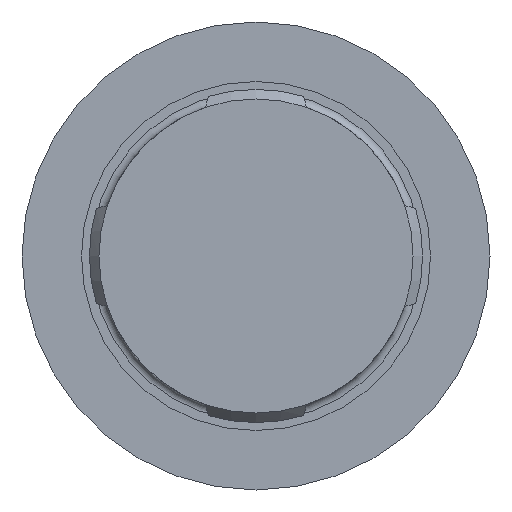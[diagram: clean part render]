
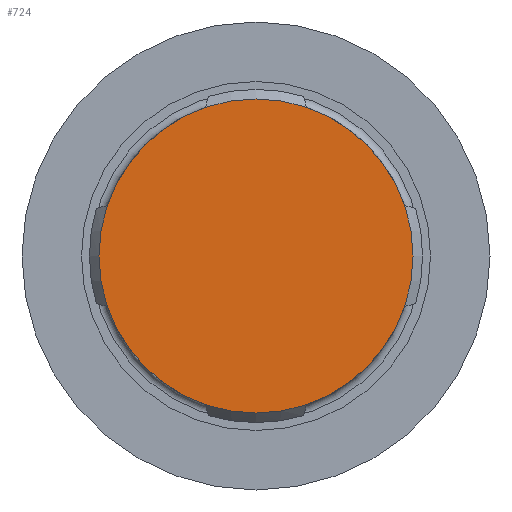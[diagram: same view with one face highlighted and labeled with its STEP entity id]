
A CAD part, front view. The second image highlights one B-rep face of the part: STEP entity #724.
In plain terms, the highlighted face is planar.
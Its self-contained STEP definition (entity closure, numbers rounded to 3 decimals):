
#62=CIRCLE('',#761,9.9);
#63=CIRCLE('',#763,9.9);
#64=CIRCLE('',#765,9.9);
#65=CIRCLE('',#767,9.9);
#77=CIRCLE('',#791,9.9);
#78=CIRCLE('',#792,9.9);
#79=CIRCLE('',#793,9.9);
#80=CIRCLE('',#794,9.9);
#167=ORIENTED_EDGE('',*,*,#259,.T.);
#168=ORIENTED_EDGE('',*,*,#240,.T.);
#169=ORIENTED_EDGE('',*,*,#268,.T.);
#170=ORIENTED_EDGE('',*,*,#237,.T.);
#171=ORIENTED_EDGE('',*,*,#265,.T.);
#172=ORIENTED_EDGE('',*,*,#245,.T.);
#173=ORIENTED_EDGE('',*,*,#262,.T.);
#174=ORIENTED_EDGE('',*,*,#242,.T.);
#237=EDGE_CURVE('',#294,#295,#62,.T.);
#240=EDGE_CURVE('',#296,#297,#63,.T.);
#242=EDGE_CURVE('',#299,#298,#64,.T.);
#245=EDGE_CURVE('',#301,#300,#65,.T.);
#259=EDGE_CURVE('',#298,#296,#77,.T.);
#262=EDGE_CURVE('',#300,#299,#78,.T.);
#265=EDGE_CURVE('',#295,#301,#79,.T.);
#268=EDGE_CURVE('',#297,#294,#80,.T.);
#294=VERTEX_POINT('',#1027);
#295=VERTEX_POINT('',#1032);
#296=VERTEX_POINT('',#1039);
#297=VERTEX_POINT('',#1044);
#298=VERTEX_POINT('',#1051);
#299=VERTEX_POINT('',#1053);
#300=VERTEX_POINT('',#1063);
#301=VERTEX_POINT('',#1065);
#397=EDGE_LOOP('',(#167,#168,#169,#170,#171,#172,#173,#174));
#442=FACE_BOUND('',#397,.T.);
#459=PLANE('',#795);
#724=ADVANCED_FACE('',(#442),#459,.F.);
#761=AXIS2_PLACEMENT_3D('',#1033,#865,#866);
#763=AXIS2_PLACEMENT_3D('',#1045,#869,#870);
#765=AXIS2_PLACEMENT_3D('',#1052,#873,#874);
#767=AXIS2_PLACEMENT_3D('',#1064,#877,#878);
#791=AXIS2_PLACEMENT_3D('',#1106,#926,#927);
#792=AXIS2_PLACEMENT_3D('',#1109,#930,#931);
#793=AXIS2_PLACEMENT_3D('',#1112,#934,#935);
#794=AXIS2_PLACEMENT_3D('',#1115,#938,#939);
#795=AXIS2_PLACEMENT_3D('',#1117,#941,#942);
#865=DIRECTION('',(1.,0.,0.));
#866=DIRECTION('',(0.,0.,-1.));
#869=DIRECTION('',(1.,0.,0.));
#870=DIRECTION('',(0.,0.,-1.));
#873=DIRECTION('',(1.,0.,0.));
#874=DIRECTION('',(0.,0.,-1.));
#877=DIRECTION('',(1.,0.,0.));
#878=DIRECTION('',(0.,0.,-1.));
#926=DIRECTION('',(1.,0.,0.));
#927=DIRECTION('',(0.,0.,-1.));
#930=DIRECTION('',(1.,0.,0.));
#931=DIRECTION('',(0.,0.,-1.));
#934=DIRECTION('',(1.,0.,0.));
#935=DIRECTION('',(0.,0.,-1.));
#938=DIRECTION('',(1.,0.,0.));
#939=DIRECTION('',(0.,0.,-1.));
#941=DIRECTION('',(-1.,0.,0.));
#942=DIRECTION('',(0.,0.,1.));
#1027=CARTESIAN_POINT('',(15.,3.184,9.374));
#1032=CARTESIAN_POINT('',(15.,-3.184,9.374));
#1033=CARTESIAN_POINT('',(15.,0.,0.));
#1039=CARTESIAN_POINT('',(15.,9.374,-3.184));
#1044=CARTESIAN_POINT('',(15.,9.374,3.184));
#1045=CARTESIAN_POINT('',(15.,0.,0.));
#1051=CARTESIAN_POINT('',(15.,3.184,-9.374));
#1052=CARTESIAN_POINT('',(15.,0.,0.));
#1053=CARTESIAN_POINT('',(15.,-3.184,-9.374));
#1063=CARTESIAN_POINT('',(15.,-9.374,-3.184));
#1064=CARTESIAN_POINT('',(15.,0.,0.));
#1065=CARTESIAN_POINT('',(15.,-9.374,3.184));
#1106=CARTESIAN_POINT('',(15.,0.,0.));
#1109=CARTESIAN_POINT('',(15.,0.,0.));
#1112=CARTESIAN_POINT('',(15.,0.,0.));
#1115=CARTESIAN_POINT('',(15.,0.,0.));
#1117=CARTESIAN_POINT('',(15.,9.9,0.));
